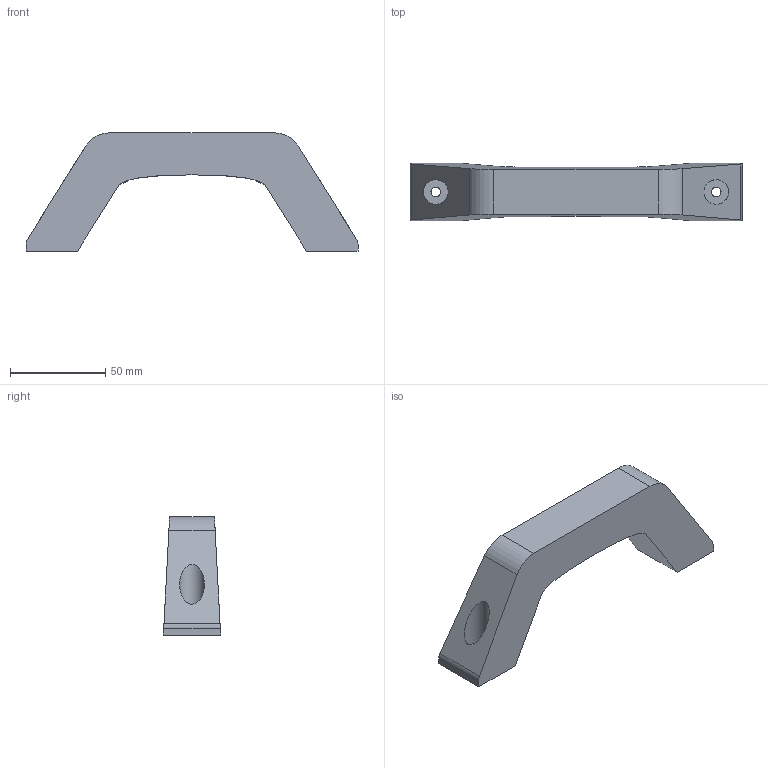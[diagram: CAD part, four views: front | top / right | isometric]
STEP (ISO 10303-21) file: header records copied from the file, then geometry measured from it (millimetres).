
FILE_DESCRIPTION(('FreeCAD Model'),'2;1');
FILE_NAME('Open CASCADE Shape Model','2025-02-16T16:24:34',(''),(''), 'Open CASCADE STEP processor 7.8','FreeCAD','Unknown');
FILE_SCHEMA(('AUTOMOTIVE_DESIGN { 1 0 10303 214 1 1 1 1 }'));
Length unit declared in the file: millimetre
Products named in the file (1): hdl
Bounding box: 174 x 30 x 62 mm (x, y, z)
Volume: 126357.5 mm3; surface area: 23589.3 mm2
Topology: 1 solids, 1 shells, 23 faces, 57 edges, 38 vertices
Faces by surface type: plane 13, cylinder 8, extrusion 2
Full cylindrical faces by diameter (mm): 5 x2, 13 x2
Entity records: 2838 total; most frequent: CARTESIAN_POINT 1679, DIRECTION 203, VECTOR 119, LINE 117, ORIENTED_EDGE 114, PCURVE 114, DEFINITIONAL_REPRESENTATION 114, EDGE_CURVE 57
